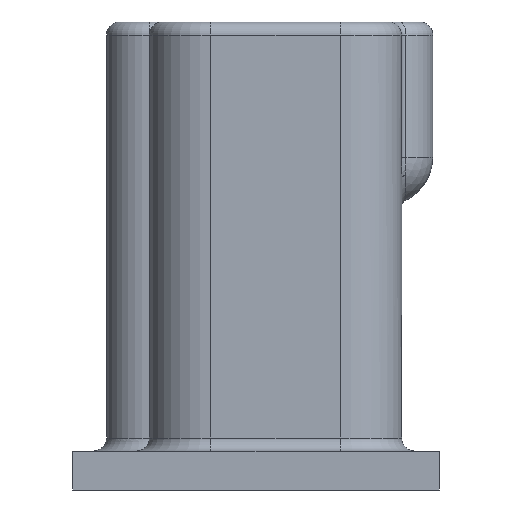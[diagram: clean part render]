
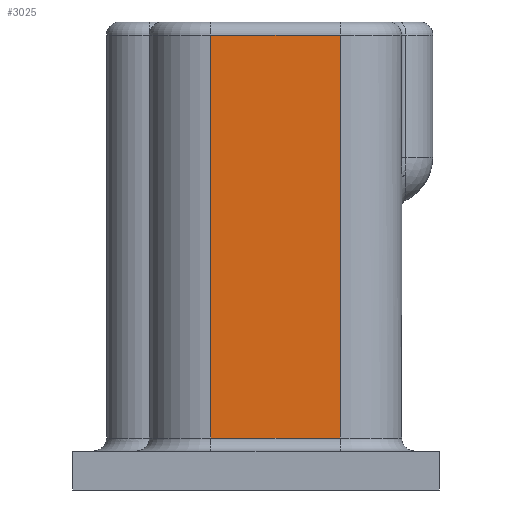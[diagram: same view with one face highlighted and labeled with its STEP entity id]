
A CAD part, front view. The second image highlights one B-rep face of the part: STEP entity #3025.
In plain terms, the highlighted planar face has unit normal (0, -1, 0).
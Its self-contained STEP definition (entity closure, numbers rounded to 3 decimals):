
#2989=AXIS2_PLACEMENT_3D('Plane Axis2P3D',#2986,#2987,#2988) ;
#2986=CARTESIAN_POINT('Axis2P3D Location',(-4.85,7.15,0.)) ;
#2991=CARTESIAN_POINT('Line Origine',(2.5,7.15,8.25)) ;
#2995=CARTESIAN_POINT('Vertex',(2.5,7.15,0.5)) ;
#2997=CARTESIAN_POINT('Vertex',(2.5,7.15,16.)) ;
#3000=CARTESIAN_POINT('Line Origine',(0.,7.15,16.)) ;
#3004=CARTESIAN_POINT('Vertex',(-2.5,7.15,16.)) ;
#3007=CARTESIAN_POINT('Line Origine',(-2.5,7.15,8.25)) ;
#3011=CARTESIAN_POINT('Vertex',(-2.5,7.15,0.5)) ;
#3014=CARTESIAN_POINT('Line Origine',(0.,7.15,0.5)) ;
#2987=DIRECTION('Axis2P3D Direction',(0.,-1.,0.)) ;
#2988=DIRECTION('Axis2P3D XDirection',(0.,0.,-1.)) ;
#2992=DIRECTION('Vector Direction',(0.,0.,1.)) ;
#3001=DIRECTION('Vector Direction',(1.,0.,0.)) ;
#3008=DIRECTION('Vector Direction',(0.,0.,1.)) ;
#3015=DIRECTION('Vector Direction',(1.,0.,0.)) ;
#2993=VECTOR('Line Direction',#2992,1.) ;
#3002=VECTOR('Line Direction',#3001,1.) ;
#3009=VECTOR('Line Direction',#3008,1.) ;
#3016=VECTOR('Line Direction',#3015,1.) ;
#3020=ORIENTED_EDGE('',*,*,#2999,.T.) ;
#3021=ORIENTED_EDGE('',*,*,#3006,.F.) ;
#3022=ORIENTED_EDGE('',*,*,#3013,.F.) ;
#3023=ORIENTED_EDGE('',*,*,#3018,.F.) ;
#3025=ADVANCED_FACE('MHSGA HSG Lock and Slot Update',(#3024),#2990,.T.) ;
#2999=EDGE_CURVE('',#2996,#2998,#2994,.T.) ;
#3006=EDGE_CURVE('',#3005,#2998,#3003,.T.) ;
#3013=EDGE_CURVE('',#3012,#3005,#3010,.T.) ;
#3018=EDGE_CURVE('',#2996,#3012,#3017,.F.) ;
#3019=EDGE_LOOP('',(#3020,#3021,#3022,#3023)) ;
#3024=FACE_OUTER_BOUND('',#3019,.T.) ;
#2994=LINE('Line',#2991,#2993) ;
#3003=LINE('Line',#3000,#3002) ;
#3010=LINE('Line',#3007,#3009) ;
#3017=LINE('Line',#3014,#3016) ;
#2990=PLANE('',#2989) ;
#2996=VERTEX_POINT('',#2995) ;
#2998=VERTEX_POINT('',#2997) ;
#3005=VERTEX_POINT('',#3004) ;
#3012=VERTEX_POINT('',#3011) ;
